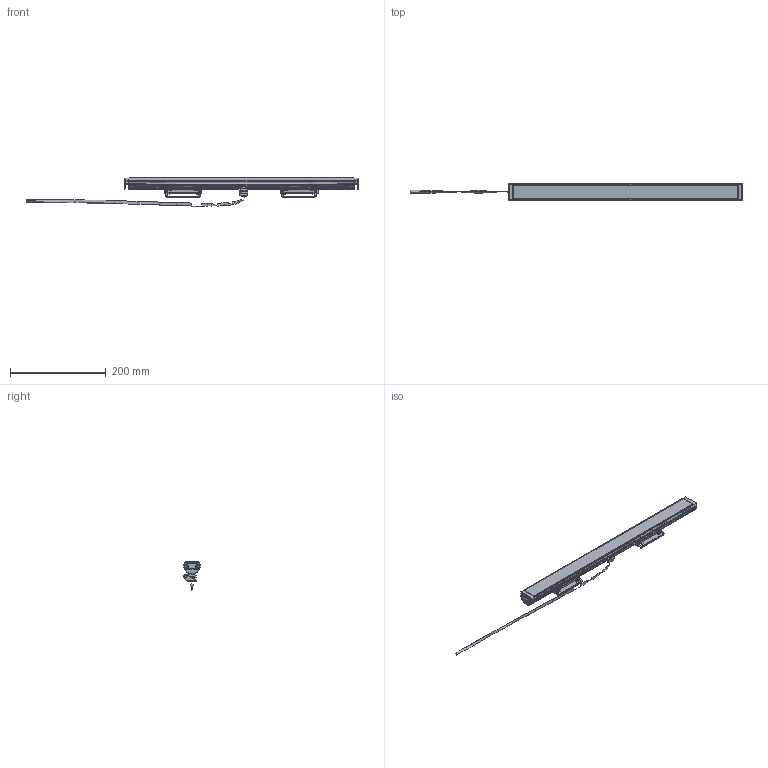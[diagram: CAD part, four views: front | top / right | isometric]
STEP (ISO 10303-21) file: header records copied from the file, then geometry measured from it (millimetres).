
FILE_DESCRIPTION(/* description */ (''),/* implementation_level */ '2;1');
FILE_NAME(/* name */ 'T430000_SPIKE 486mm',/* time_stamp */ '2018-01-26T18:21:42+01:00',/* author */ (''),/* organization */ (''),/* preprocessor_version */ 'ST-DEVELOPER v15',/* originating_system */ '',/* authorisation */ '');
FILE_SCHEMA (('CONFIG_CONTROL_DESIGN'));
Length unit declared in the file: millimetre
Products named in the file (2): Document; Blocco 14
Assembly tree (1 placements, depth 2):
  Document
    Blocco 14
Bounding box: 692.45 x 35 x 59.31 mm (x, y, z)
Volume: 48818.3 mm3; surface area: 163621.9 mm2
Topology: 15 solids, 37 shells, 1247 faces, 3253 edges, 1902 vertices
Faces by surface type: bspline 867, plane 380
Entity records: 52150 total; most frequent: CARTESIAN_POINT 34406, ORIENTED_EDGE 6005, EDGE_CURVE 3204, VERTEX_POINT 1893, B_SPLINE_CURVE_WITH_KNOTS 1421, EDGE_LOOP 1291, ADVANCED_FACE 1233, FACE_OUTER_BOUND 1233
